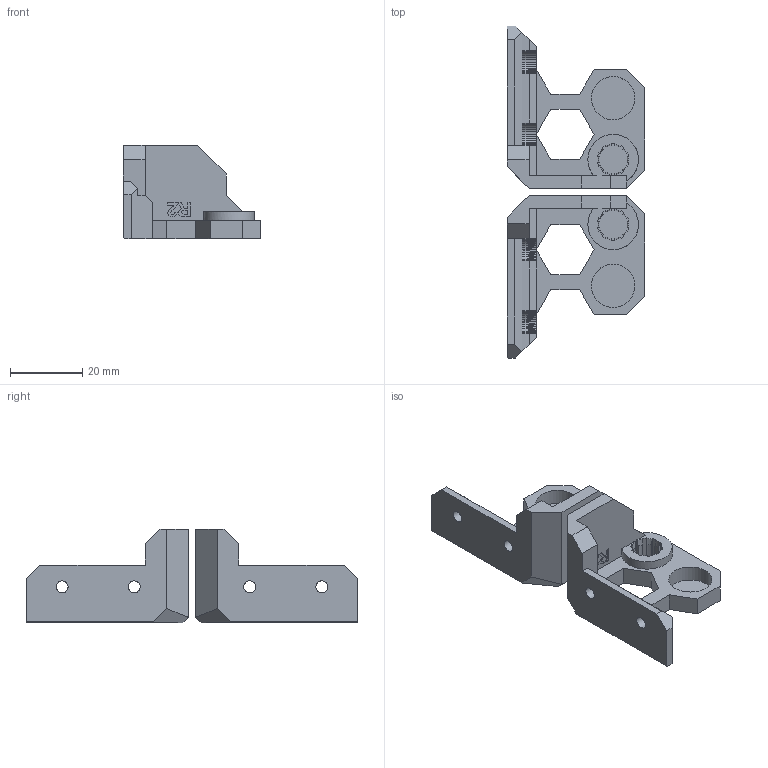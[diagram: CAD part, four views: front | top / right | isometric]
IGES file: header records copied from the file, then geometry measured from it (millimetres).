
Global section: file name: Z-Rod Top_v5; native system: unknown; preprocessor: unknown; author: unknown; organization: unknown; date: 20200923.180139; units: millimetre
Bounding box: 38 x 92 x 26 mm (x, y, z)
Volume: 18592.3 mm3; surface area: 12759.8 mm2
Topology: 2 solids, 10 shells, 563 faces, 1373 edges, 836 vertices
Faces by surface type: bspline 563
